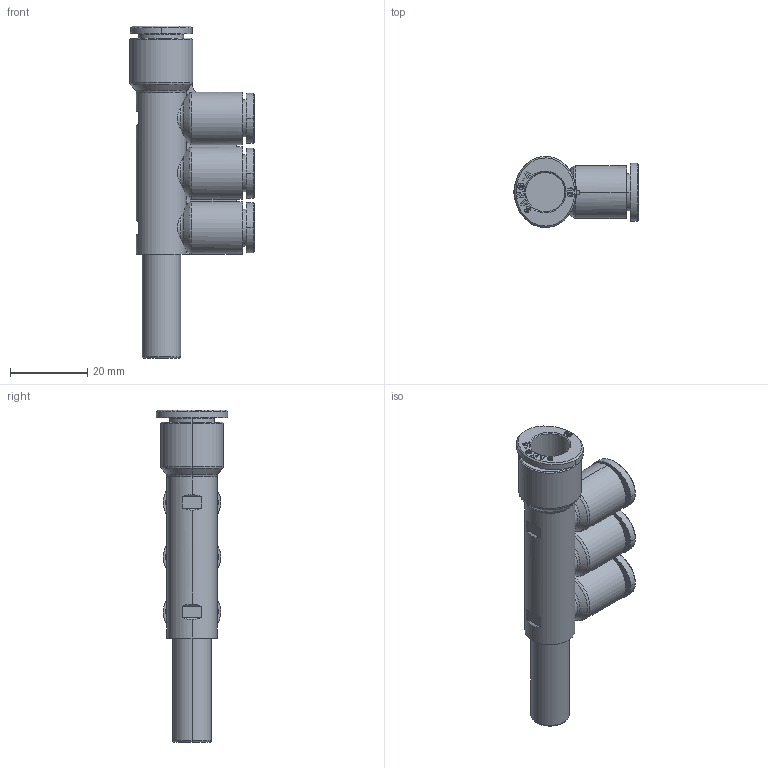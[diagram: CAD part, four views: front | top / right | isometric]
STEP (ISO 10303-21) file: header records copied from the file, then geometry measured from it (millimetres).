
FILE_DESCRIPTION((''),'2;1');
FILE_NAME('GPKJ_1008(3D).stp','2012-12-20T18:57:46',(''),(''),'Mechanical Desktop.R8.0.24.0','Mechanical Desktop.R8.0.24.0',', , ');
FILE_SCHEMA(('CONFIG_CONTROL_DESIGN'));
Length unit declared in the file: millimetre
Products named in the file (2): GPKJ_1008(3D); ºÎÇ°1
Assembly tree (1 placements, depth 2):
  GPKJ_1008(3D)
    ºÎÇ°1
Bounding box: 32.25 x 18.5 x 86.2 mm (x, y, z)
Volume: 14320.3 mm3; surface area: 9009.9 mm2
Topology: 1 solids, 1 shells, 1619 faces, 4603 edges, 3058 vertices
Faces by surface type: plane 1412, bspline 103, cylinder 62, cone 32, torus 10
Entity records: 54784 total; most frequent: CARTESIAN_POINT 12762, ORIENTED_EDGE 9206, DIRECTION 7902, EDGE_CURVE 4603, VECTOR 4160, LINE 4160, VERTEX_POINT 3058, AXIS2_PLACEMENT_3D 1871
